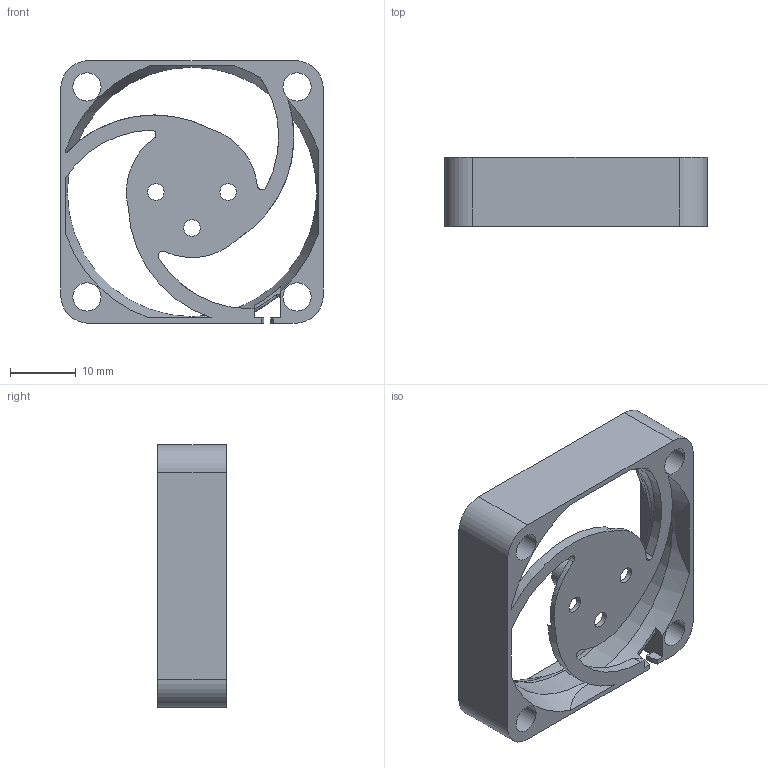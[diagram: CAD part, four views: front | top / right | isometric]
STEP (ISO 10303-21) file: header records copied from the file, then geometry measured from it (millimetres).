
FILE_DESCRIPTION (( 'STEP AP203' ), '1' );
FILE_NAME ('OD4010_m0_frame.stp', '2024-08-13T15:21:43', ( '' ), ( '' ), 'SwSTEP 2.0', 'SolidWorks 2018', '' );
FILE_SCHEMA (( 'CONFIG_CONTROL_DESIGN' ));
Length unit declared in the file: millimetre
Products named in the file (1): OD4010_m0_frame
Bounding box: 40 x 10.5 x 40.02 mm (x, y, z)
Volume: 3298.4 mm3; surface area: 6570.1 mm2
Topology: 1 solids, 1 shells, 162 faces, 441 edges, 291 vertices
Faces by surface type: plane 65, cylinder 49, cone 43, torus 5
Entity records: 5464 total; most frequent: CARTESIAN_POINT 1130, DIRECTION 933, ORIENTED_EDGE 882, EDGE_CURVE 441, AXIS2_PLACEMENT_3D 360, VERTEX_POINT 291, LINE 213, VECTOR 213
